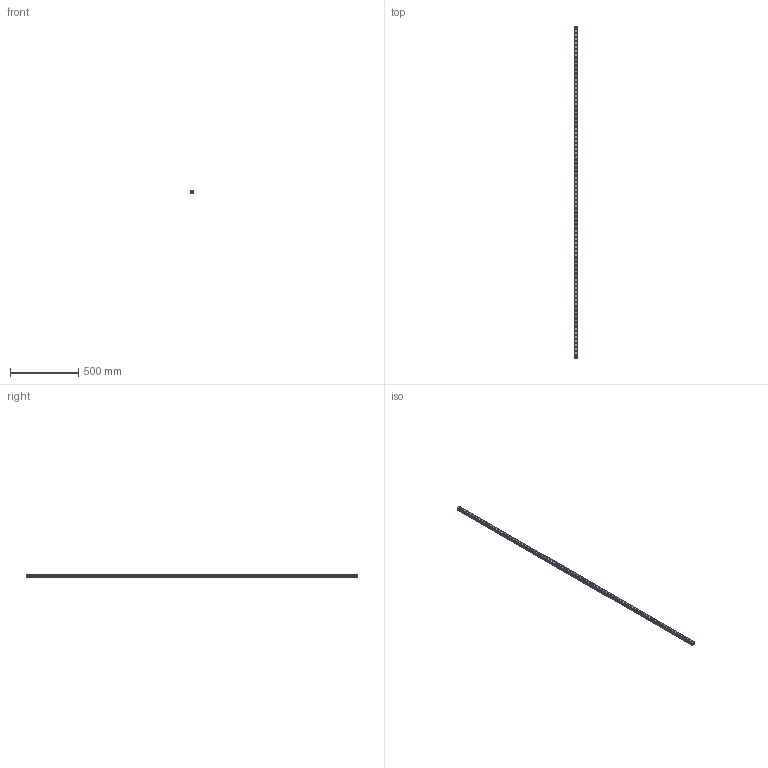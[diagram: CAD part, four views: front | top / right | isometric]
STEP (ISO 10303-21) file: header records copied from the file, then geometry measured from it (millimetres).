
FILE_DESCRIPTION(('STEP AP214'),'1');
FILE_NAME('cctmp_4D7386B9-984D-4766-821E-265C085F51ED_2021_03_11_10_11_03_0946..stp','2021-03-11T09:11:04',('HIWIN GmbH'),('CADClick - www.CADClick.com'),'Spatial InterOp 3D',' ','unknown authorization');
FILE_SCHEMA(('AUTOMOTIVE_DESIGN'));
Length unit declared in the file: millimetre
Products named in the file (1): RGR25R2440H_FILE
Bounding box: 23 x 2440 x 23.6 mm (x, y, z)
Volume: 978928.1 mm3; surface area: 302711.6 mm2
Topology: 1 solids, 1 shells, 846 faces, 1791 edges, 1194 vertices
Faces by surface type: cylinder 504, plane 342
Entity records: 29995 total; most frequent: DIRECTION 4493, CARTESIAN_POINT 3832, ORIENTED_EDGE 3582, AXIS2_PLACEMENT_3D 1855, EDGE_CURVE 1791, VERTEX_POINT 1194, EDGE_LOOP 1093, CIRCLE 1008
